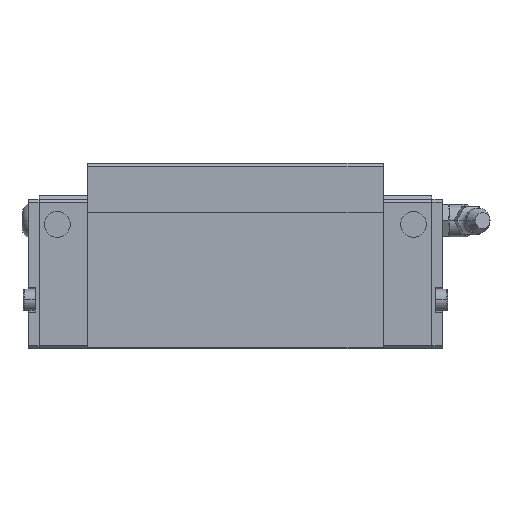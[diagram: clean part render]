
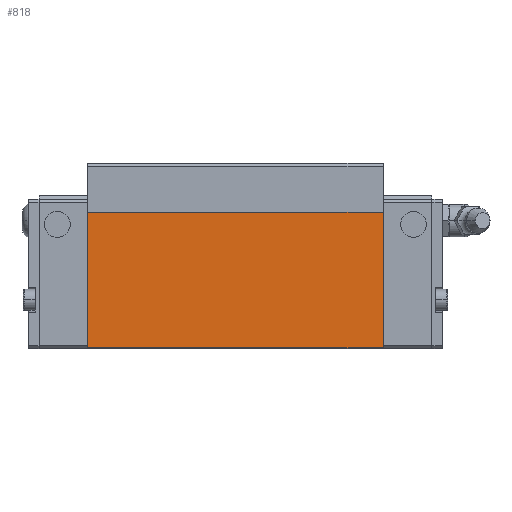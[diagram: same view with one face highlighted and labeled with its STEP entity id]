
A CAD part, left-side view. The second image highlights one B-rep face of the part: STEP entity #818.
In plain terms, the highlighted planar face has unit normal (-1, 0, 0).
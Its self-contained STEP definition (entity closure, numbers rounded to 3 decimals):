
#818=ADVANCED_FACE('',(#1690),#1691,.T.);
#1690=FACE_OUTER_BOUND('',#2599,.T.);
#1691=PLANE('',#2600);
#2599=EDGE_LOOP('',(#5052,#5053,#5054,#5055));
#2600=AXIS2_PLACEMENT_3D('',#5056,#5057,#5058);
#5052=ORIENTED_EDGE('',*,*,#5860,.F.);
#5053=ORIENTED_EDGE('',*,*,#6301,.F.);
#5054=ORIENTED_EDGE('',*,*,#6256,.F.);
#5055=ORIENTED_EDGE('',*,*,#6299,.T.);
#5056=CARTESIAN_POINT('',(-42.2,68.101,19.0));
#5057=DIRECTION('',(-1.0,0.0,0.0));
#5058=DIRECTION('',(0.0,0.0,1.0));
#5860=EDGE_CURVE('',#7161,#7163,#7164,.T.);
#6256=EDGE_CURVE('',#7726,#7728,#7729,.T.);
#6299=EDGE_CURVE('',#7726,#7163,#7774,.T.);
#6301=EDGE_CURVE('',#7728,#7161,#7776,.T.);
#7161=VERTEX_POINT('',#9144);
#7163=VERTEX_POINT('',#9147);
#7164=LINE('',#9148,#9149);
#7726=VERTEX_POINT('',#10167);
#7728=VERTEX_POINT('',#10170);
#7729=LINE('',#10171,#10172);
#7774=LINE('',#10238,#10239);
#7776=LINE('',#10241,#10242);
#9144=CARTESIAN_POINT('',(-42.2,116.601,9.4));
#9147=CARTESIAN_POINT('',(-42.2,116.601,54.0));
#9148=CARTESIAN_POINT('',(-42.2,116.601,29.3));
#9149=VECTOR('',#10949,1.0);
#10167=CARTESIAN_POINT('',(-42.2,19.601,54.0));
#10170=CARTESIAN_POINT('',(-42.2,19.601,9.4));
#10171=CARTESIAN_POINT('',(-42.2,19.601,29.3));
#10172=VECTOR('',#11273,1.0);
#10238=CARTESIAN_POINT('',(-42.2,68.101,54.0));
#10239=VECTOR('',#11307,1.0);
#10241=CARTESIAN_POINT('',(-42.2,92.351,9.4));
#10242=VECTOR('',#11308,1.0);
#10949=DIRECTION('',(0.0,0.0,1.0));
#11273=DIRECTION('',(-0.0,-0.0,-1.0));
#11307=DIRECTION('',(0.0,1.0,0.0));
#11308=DIRECTION('',(0.0,1.0,-0.0));
